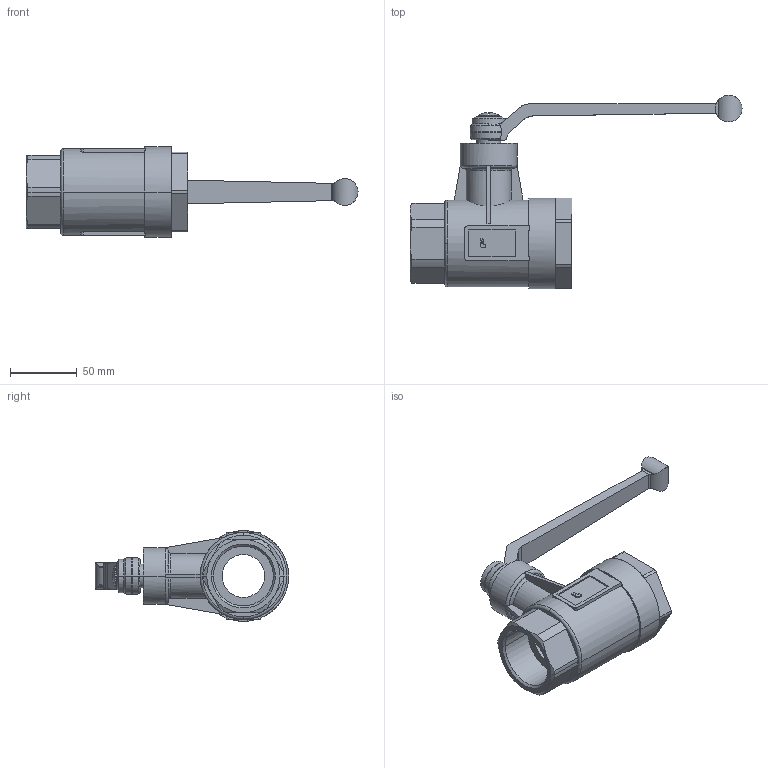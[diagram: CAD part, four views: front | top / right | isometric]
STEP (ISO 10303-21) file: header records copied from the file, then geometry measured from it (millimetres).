
FILE_DESCRIPTION(('STEP AP214'),'1');
FILE_NAME('0402_32_49.stp','2016-07-07T14:23:38',('TraceParts'),('TraceParts S.A.'),'Spatial InterOp 3D',' ',' ');
FILE_SCHEMA(('automotive_design'));
Length unit declared in the file: millimetre
Products named in the file (1): 1
Bounding box: 249.01 x 145.09 x 68 mm (x, y, z)
Volume: 331212.2 mm3; surface area: 65310.4 mm2
Topology: 1 solids, 1 shells, 222 faces, 581 edges, 375 vertices
Faces by surface type: plane 111, cylinder 62, torus 25, cone 22, revolution 2
Entity records: 7645 total; most frequent: CARTESIAN_POINT 2085, DIRECTION 1194, ORIENTED_EDGE 1162, EDGE_CURVE 581, AXIS2_PLACEMENT_3D 448, VERTEX_POINT 375, LINE 296, VECTOR 296
